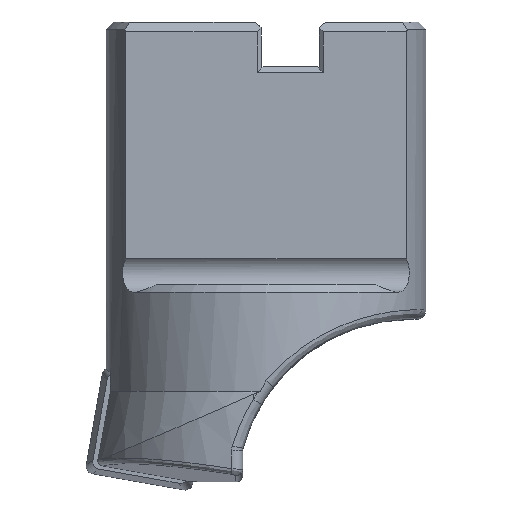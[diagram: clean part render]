
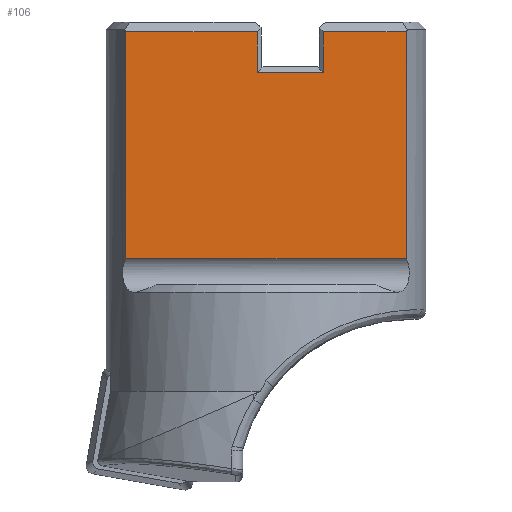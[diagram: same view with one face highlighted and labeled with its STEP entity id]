
A CAD part, front view. The second image highlights one B-rep face of the part: STEP entity #106.
In plain terms, the highlighted planar face has unit normal (0, -1, 0).
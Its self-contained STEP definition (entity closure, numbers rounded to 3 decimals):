
#63=PLANE('',#1309);
#106=ADVANCED_FACE('',(#185),#63,.F.);
#185=FACE_OUTER_BOUND('',#252,.T.);
#252=EDGE_LOOP('',(#630,#631,#632,#633,#634,#635,#636,#637));
#355=LINE('',#1706,#463);
#356=LINE('',#1786,#464);
#378=LINE('',#1926,#486);
#379=LINE('',#1928,#487);
#380=LINE('',#1930,#488);
#381=LINE('',#1932,#489);
#382=LINE('',#1934,#490);
#383=LINE('',#1935,#491);
#463=VECTOR('',#1403,1.);
#464=VECTOR('',#1406,1.);
#486=VECTOR('',#1448,1.);
#487=VECTOR('',#1449,1.);
#488=VECTOR('',#1450,1.);
#489=VECTOR('',#1451,1.);
#490=VECTOR('',#1452,1.);
#491=VECTOR('',#1453,1.);
#630=ORIENTED_EDGE('',*,*,#1070,.T.);
#631=ORIENTED_EDGE('',*,*,#1108,.T.);
#632=ORIENTED_EDGE('',*,*,#1109,.F.);
#633=ORIENTED_EDGE('',*,*,#1110,.F.);
#634=ORIENTED_EDGE('',*,*,#1111,.F.);
#635=ORIENTED_EDGE('',*,*,#1112,.T.);
#636=ORIENTED_EDGE('',*,*,#1074,.F.);
#637=ORIENTED_EDGE('',*,*,#1113,.T.);
#951=VERTEX_POINT('',#1705);
#952=VERTEX_POINT('',#1707);
#955=VERTEX_POINT('',#1785);
#956=VERTEX_POINT('',#1787);
#986=VERTEX_POINT('',#1927);
#987=VERTEX_POINT('',#1929);
#988=VERTEX_POINT('',#1931);
#989=VERTEX_POINT('',#1933);
#1070=EDGE_CURVE('',#952,#951,#355,.T.);
#1074=EDGE_CURVE('',#955,#956,#356,.T.);
#1108=EDGE_CURVE('',#951,#986,#378,.T.);
#1109=EDGE_CURVE('',#987,#986,#379,.T.);
#1110=EDGE_CURVE('',#988,#987,#380,.T.);
#1111=EDGE_CURVE('',#989,#988,#381,.T.);
#1112=EDGE_CURVE('',#989,#956,#382,.T.);
#1113=EDGE_CURVE('',#955,#952,#383,.T.);
#1309=AXIS2_PLACEMENT_3D('',#1936,#1454,#1455);
#1403=DIRECTION('',(0.,0.,1.));
#1406=DIRECTION('',(0.,0.,1.));
#1448=DIRECTION('',(-1.,0.,0.));
#1449=DIRECTION('',(0.,0.,1.));
#1450=DIRECTION('',(1.,0.,0.));
#1451=DIRECTION('',(0.,0.,-1.));
#1452=DIRECTION('',(-1.,0.,0.));
#1453=DIRECTION('',(1.,0.,0.));
#1454=DIRECTION('',(0.,1.,0.));
#1455=DIRECTION('',(0.,0.,1.));
#1705=CARTESIAN_POINT('',(5.965,0.,-0.5));
#1706=CARTESIAN_POINT('',(5.965,0.,-0.5));
#1707=CARTESIAN_POINT('',(5.965,0.,-12.186));
#1785=CARTESIAN_POINT('',(-8.465,0.,-12.186));
#1786=CARTESIAN_POINT('',(-8.465,0.,-0.5));
#1787=CARTESIAN_POINT('',(-8.465,0.,-0.5));
#1926=CARTESIAN_POINT('',(8.7,0.,-0.5));
#1927=CARTESIAN_POINT('',(1.7,0.,-0.5));
#1928=CARTESIAN_POINT('',(1.7,0.,-2.6));
#1929=CARTESIAN_POINT('',(1.7,0.,-2.6));
#1930=CARTESIAN_POINT('',(-1.7,0.,-2.6));
#1931=CARTESIAN_POINT('',(-1.7,0.,-2.6));
#1932=CARTESIAN_POINT('',(-1.7,0.,-0.5));
#1933=CARTESIAN_POINT('',(-1.7,0.,-0.5));
#1934=CARTESIAN_POINT('',(8.7,0.,-0.5));
#1935=CARTESIAN_POINT('',(-8.465,0.,-12.186));
#1936=CARTESIAN_POINT('',(8.7,0.,-13.5));
